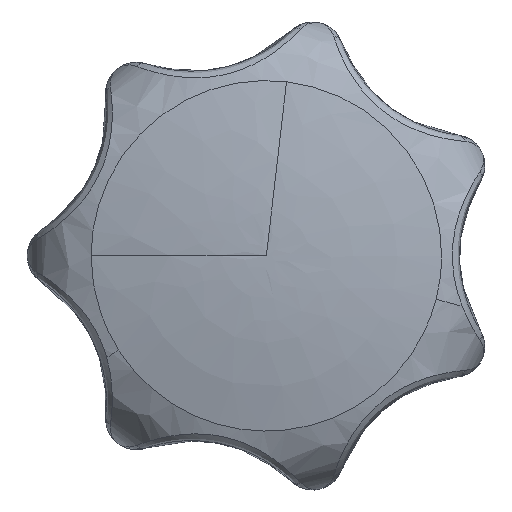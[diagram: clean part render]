
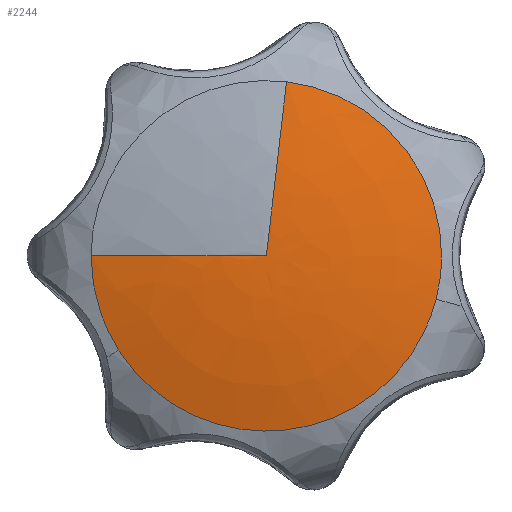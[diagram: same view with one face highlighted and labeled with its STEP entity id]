
A CAD part, top view. The second image highlights one B-rep face of the part: STEP entity #2244.
In plain terms, the highlighted free-form (B-spline) face has degree [2, 2] with [3, 7] control points.
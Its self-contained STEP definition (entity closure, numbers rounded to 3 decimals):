
#1230=CARTESIAN_POINT('',(-19.459,-12.396,37.382));
#1231=VERTEX_POINT('',#1230);
#1232=CARTESIAN_POINT('',(22.347,-5.738,37.382));
#1233=VERTEX_POINT('',#1232);
#1234=CARTESIAN_POINT('',(-19.459,-12.396,37.382));
#1235=CARTESIAN_POINT('',(-12.658,-23.072,37.382));
#1236=CARTESIAN_POINT('',(0.,-23.072,37.382));
#1237=CARTESIAN_POINT('',(17.897,-23.072,37.382));
#1238=CARTESIAN_POINT('',(22.347,-5.738,37.382));
#1246=(BOUNDED_CURVE()B_SPLINE_CURVE(2,(#1234,#1235,#1236,#1237,#1238),.UNSPECIFIED.,.F.,.U.)B_SPLINE_CURVE_WITH_KNOTS((3,2,3),(0.092,0.25,0.458),.UNSPECIFIED.)CURVE()GEOMETRIC_REPRESENTATION_ITEM()RATIONAL_B_SPLINE_CURVE((0.864,0.815,1.0,0.757,0.917))REPRESENTATION_ITEM(''));
#1247=EDGE_CURVE('',#1231,#1233,#1246,.T.);
#1637=CARTESIAN_POINT('',(-23.072,0.0,37.382));
#1638=VERTEX_POINT('',#1637);
#1639=CARTESIAN_POINT('',(-23.072,0.0,37.382));
#1640=CARTESIAN_POINT('',(-23.072,-6.725,37.382));
#1641=CARTESIAN_POINT('',(-19.459,-12.396,37.382));
#1649=(BOUNDED_CURVE()B_SPLINE_CURVE(2,(#1639,#1640,#1641),.UNSPECIFIED.,.F.,.U.)B_SPLINE_CURVE_WITH_KNOTS((3,3),(0.0,0.092),.UNSPECIFIED.)CURVE()GEOMETRIC_REPRESENTATION_ITEM()RATIONAL_B_SPLINE_CURVE((1.0,0.892,0.864))REPRESENTATION_ITEM(''));
#1650=EDGE_CURVE('',#1638,#1231,#1649,.T.);
#1652=CARTESIAN_POINT('',(2.664,22.918,37.382));
#1653=VERTEX_POINT('',#1652);
#1669=CARTESIAN_POINT('',(23.072,0.0,37.382));
#1670=VERTEX_POINT('',#1669);
#1671=CARTESIAN_POINT('',(23.072,0.0,37.382));
#1672=CARTESIAN_POINT('',(23.072,20.546,37.382));
#1673=CARTESIAN_POINT('',(2.664,22.918,37.382));
#1681=(BOUNDED_CURVE()B_SPLINE_CURVE(2,(#1671,#1672,#1673),.UNSPECIFIED.,.F.,.U.)B_SPLINE_CURVE_WITH_KNOTS((3,3),(0.5,0.73),.UNSPECIFIED.)CURVE()GEOMETRIC_REPRESENTATION_ITEM()RATIONAL_B_SPLINE_CURVE((1.0,0.731,0.957))REPRESENTATION_ITEM(''));
#1682=EDGE_CURVE('',#1670,#1653,#1681,.T.);
#1684=CARTESIAN_POINT('',(22.347,-5.738,37.382));
#1685=CARTESIAN_POINT('',(23.072,-2.915,37.382));
#1686=CARTESIAN_POINT('',(23.072,0.0,37.382));
#1694=(BOUNDED_CURVE()B_SPLINE_CURVE(2,(#1684,#1685,#1686),.UNSPECIFIED.,.F.,.U.)B_SPLINE_CURVE_WITH_KNOTS((3,3),(0.458,0.5),.UNSPECIFIED.)CURVE()GEOMETRIC_REPRESENTATION_ITEM()RATIONAL_B_SPLINE_CURVE((0.917,0.95,1.0))REPRESENTATION_ITEM(''));
#1695=EDGE_CURVE('',#1233,#1670,#1694,.T.);
#2181=CARTESIAN_POINT('',(2.797,24.066,37.096));
#2182=CARTESIAN_POINT('',(1.421,12.22,40.123));
#2183=CARTESIAN_POINT('',(0.,0.,39.995));
#2184=CARTESIAN_POINT('',(24.228,21.575,37.096));
#2185=CARTESIAN_POINT('',(12.303,10.955,40.123));
#2186=CARTESIAN_POINT('',(0.,0.0,39.995));
#2187=CARTESIAN_POINT('',(24.228,0.0,37.096));
#2188=CARTESIAN_POINT('',(12.303,0.0,40.123));
#2189=CARTESIAN_POINT('',(0.,0.0,39.995));
#2190=CARTESIAN_POINT('',(24.228,-24.228,37.096));
#2191=CARTESIAN_POINT('',(12.303,-12.303,40.123));
#2192=CARTESIAN_POINT('',(0.0,0.,39.995));
#2193=CARTESIAN_POINT('',(0.0,-24.228,37.096));
#2194=CARTESIAN_POINT('',(0.0,-12.303,40.123));
#2195=CARTESIAN_POINT('',(0.0,0.,39.995));
#2196=CARTESIAN_POINT('',(-24.228,-24.228,37.096));
#2197=CARTESIAN_POINT('',(-12.303,-12.303,40.123));
#2198=CARTESIAN_POINT('',(0.,0.0,39.995));
#2199=CARTESIAN_POINT('',(-24.228,0.0,37.096));
#2200=CARTESIAN_POINT('',(-12.303,0.0,40.123));
#2201=CARTESIAN_POINT('',(0.,0.0,39.995));
#2209=(BOUNDED_SURFACE()B_SPLINE_SURFACE(2,2,((#2181,#2184,#2187,#2190,#2193,#2196,#2199),(#2182,#2185,#2188,#2191,#2194,#2197,#2200),(#2183,#2186,#2189,#2192,#2195,#2198,#2201)),.UNSPECIFIED.,.F.,.F.,.U.)B_SPLINE_SURFACE_WITH_KNOTS((3,3),(3,2,2,3),(0.917,1.0),(0.27,0.5,0.75,1.0),.UNSPECIFIED.)GEOMETRIC_REPRESENTATION_ITEM()RATIONAL_B_SPLINE_SURFACE(((0.908,0.693,0.949,0.671,0.949,0.671,0.949),(0.924,0.706,0.966,0.683,0.966,0.683,0.966),(0.957,0.731,1.0,0.707,1.0,0.707,1.0)))REPRESENTATION_ITEM('')SURFACE());
#2210=ORIENTED_EDGE('',*,*,#1682,.T.);
#2211=CARTESIAN_POINT('',(0.,0.,39.995));
#2212=VERTEX_POINT('',#2211);
#2213=CARTESIAN_POINT('',(2.664,22.918,37.382));
#2214=CARTESIAN_POINT('',(1.351,11.62,40.117));
#2215=CARTESIAN_POINT('',(0.,0.,39.995));
#2223=(BOUNDED_CURVE()B_SPLINE_CURVE(2,(#2213,#2214,#2215),.UNSPECIFIED.,.F.,.U.)B_SPLINE_CURVE_WITH_KNOTS((3,3),(0.921,1.0),.UNSPECIFIED.)CURVE()GEOMETRIC_REPRESENTATION_ITEM()RATIONAL_B_SPLINE_CURVE((0.91,0.926,0.957))REPRESENTATION_ITEM(''));
#2224=EDGE_CURVE('',#1653,#2212,#2223,.T.);
#2225=ORIENTED_EDGE('',*,*,#2224,.T.);
#2226=CARTESIAN_POINT('',(-23.072,0.0,37.382));
#2227=CARTESIAN_POINT('',(-11.698,0.0,40.117));
#2228=CARTESIAN_POINT('',(0.,0.0,39.995));
#2236=(BOUNDED_CURVE()B_SPLINE_CURVE(2,(#2226,#2227,#2228),.UNSPECIFIED.,.F.,.U.)B_SPLINE_CURVE_WITH_KNOTS((3,3),(0.921,1.0),.UNSPECIFIED.)CURVE()GEOMETRIC_REPRESENTATION_ITEM()RATIONAL_B_SPLINE_CURVE((0.951,0.968,1.0))REPRESENTATION_ITEM(''));
#2237=EDGE_CURVE('',#1638,#2212,#2236,.T.);
#2238=ORIENTED_EDGE('',*,*,#2237,.F.);
#2239=ORIENTED_EDGE('',*,*,#1650,.T.);
#2240=ORIENTED_EDGE('',*,*,#1247,.T.);
#2241=ORIENTED_EDGE('',*,*,#1695,.T.);
#2242=EDGE_LOOP('',(#2210,#2225,#2238,#2239,#2240,#2241));
#2243=FACE_OUTER_BOUND('',#2242,.T.);
#2244=ADVANCED_FACE('',(#2243),#2209,.T.);
